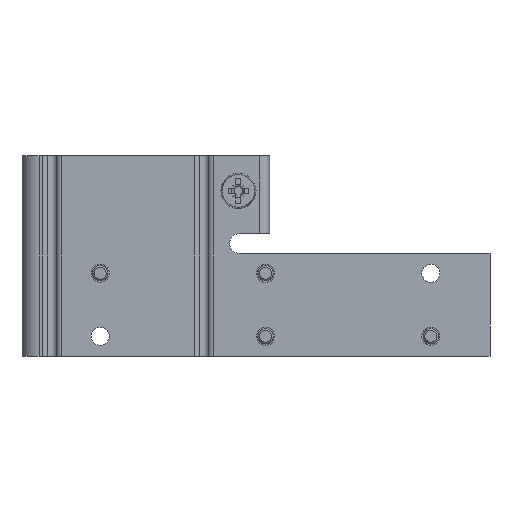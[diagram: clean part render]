
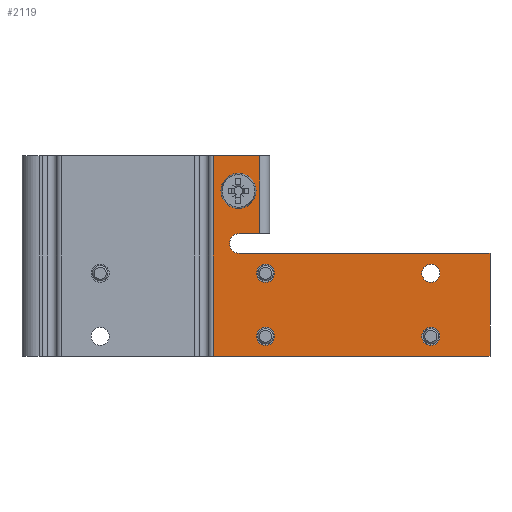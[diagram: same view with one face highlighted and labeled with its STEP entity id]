
A CAD part, left-side view. The second image highlights one B-rep face of the part: STEP entity #2119.
In plain terms, the highlighted face is planar.
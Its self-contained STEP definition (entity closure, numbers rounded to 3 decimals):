
#131=LINE('',#3260,#314);
#132=LINE('',#3262,#315);
#133=LINE('',#3264,#316);
#134=LINE('',#3266,#317);
#135=LINE('',#3268,#318);
#136=LINE('',#3270,#319);
#137=LINE('',#3272,#320);
#314=VECTOR('',#2578,1000.);
#315=VECTOR('',#2579,1000.);
#316=VECTOR('',#2580,1000.);
#317=VECTOR('',#2581,1000.);
#318=VECTOR('',#2582,1000.);
#319=VECTOR('',#2583,1000.);
#320=VECTOR('',#2584,1000.);
#503=ORIENTED_EDGE('',*,*,#1107,.F.);
#504=ORIENTED_EDGE('',*,*,#1108,.F.);
#505=ORIENTED_EDGE('',*,*,#1109,.F.);
#506=ORIENTED_EDGE('',*,*,#1110,.F.);
#507=ORIENTED_EDGE('',*,*,#1111,.F.);
#508=ORIENTED_EDGE('',*,*,#1112,.F.);
#509=ORIENTED_EDGE('',*,*,#1113,.F.);
#510=ORIENTED_EDGE('',*,*,#1114,.T.);
#511=ORIENTED_EDGE('',*,*,#1115,.T.);
#512=ORIENTED_EDGE('',*,*,#1116,.F.);
#513=ORIENTED_EDGE('',*,*,#1117,.F.);
#514=ORIENTED_EDGE('',*,*,#1118,.T.);
#515=ORIENTED_EDGE('',*,*,#1119,.F.);
#1107=EDGE_CURVE('',#1409,#1409,#1609,.F.);
#1108=EDGE_CURVE('',#1410,#1410,#1610,.F.);
#1109=EDGE_CURVE('',#1411,#1411,#1611,.F.);
#1110=EDGE_CURVE('',#1412,#1412,#1612,.F.);
#1111=EDGE_CURVE('',#1413,#1413,#1613,.F.);
#1112=EDGE_CURVE('',#1414,#1415,#1614,.F.);
#1113=EDGE_CURVE('',#1416,#1414,#131,.T.);
#1114=EDGE_CURVE('',#1416,#1417,#132,.T.);
#1115=EDGE_CURVE('',#1417,#1418,#133,.T.);
#1116=EDGE_CURVE('',#1419,#1418,#134,.T.);
#1117=EDGE_CURVE('',#1420,#1419,#135,.T.);
#1118=EDGE_CURVE('',#1420,#1421,#136,.T.);
#1119=EDGE_CURVE('',#1415,#1421,#137,.T.);
#1409=VERTEX_POINT('',#3248);
#1410=VERTEX_POINT('',#3250);
#1411=VERTEX_POINT('',#3252);
#1412=VERTEX_POINT('',#3254);
#1413=VERTEX_POINT('',#3256);
#1414=VERTEX_POINT('',#3258);
#1415=VERTEX_POINT('',#3259);
#1416=VERTEX_POINT('',#3261);
#1417=VERTEX_POINT('',#3263);
#1418=VERTEX_POINT('',#3265);
#1419=VERTEX_POINT('',#3267);
#1420=VERTEX_POINT('',#3269);
#1421=VERTEX_POINT('',#3271);
#1609=CIRCLE('',#2303,1.8);
#1610=CIRCLE('',#2304,1.8);
#1611=CIRCLE('',#2305,1.8);
#1612=CIRCLE('',#2306,1.8);
#1613=CIRCLE('',#2307,2.1);
#1614=CIRCLE('',#2308,2.);
#1716=EDGE_LOOP('',(#503));
#1717=EDGE_LOOP('',(#504));
#1718=EDGE_LOOP('',(#505));
#1719=EDGE_LOOP('',(#506));
#1720=EDGE_LOOP('',(#507));
#1721=EDGE_LOOP('',(#508,#509,#510,#511,#512,#513,#514,#515));
#1884=FACE_BOUND('',#1716,.T.);
#1885=FACE_BOUND('',#1717,.T.);
#1886=FACE_BOUND('',#1718,.T.);
#1887=FACE_BOUND('',#1719,.T.);
#1888=FACE_BOUND('',#1720,.T.);
#1889=FACE_BOUND('',#1721,.T.);
#2048=PLANE('',#2302);
#2119=ADVANCED_FACE('',(#1884,#1885,#1886,#1887,#1888,#1889),#2048,.F.);
#2302=AXIS2_PLACEMENT_3D('',#3246,#2564,#2565);
#2303=AXIS2_PLACEMENT_3D('',#3247,#2566,#2567);
#2304=AXIS2_PLACEMENT_3D('',#3249,#2568,#2569);
#2305=AXIS2_PLACEMENT_3D('',#3251,#2570,#2571);
#2306=AXIS2_PLACEMENT_3D('',#3253,#2572,#2573);
#2307=AXIS2_PLACEMENT_3D('',#3255,#2574,#2575);
#2308=AXIS2_PLACEMENT_3D('',#3257,#2576,#2577);
#2564=DIRECTION('',(0.,0.,1.));
#2565=DIRECTION('',(1.,0.,0.));
#2566=DIRECTION('',(0.,0.,1.));
#2567=DIRECTION('',(1.,0.,0.));
#2568=DIRECTION('',(0.,0.,1.));
#2569=DIRECTION('',(1.,0.,0.));
#2570=DIRECTION('',(0.,0.,1.));
#2571=DIRECTION('',(1.,0.,0.));
#2572=DIRECTION('',(0.,0.,1.));
#2573=DIRECTION('',(1.,0.,0.));
#2574=DIRECTION('',(0.,0.,1.));
#2575=DIRECTION('',(1.,0.,0.));
#2576=DIRECTION('',(0.,0.,1.));
#2577=DIRECTION('',(1.,0.,0.));
#2578=DIRECTION('',(0.,1.,0.));
#2579=DIRECTION('',(-1.,0.,0.));
#2580=DIRECTION('',(0.,1.,0.));
#2581=DIRECTION('',(-1.,0.,0.));
#2582=DIRECTION('',(0.,1.,0.));
#2583=DIRECTION('',(-1.,0.,0.));
#2584=DIRECTION('',(0.,-1.,0.));
#3246=CARTESIAN_POINT('',(20.,-90.,0.));
#3247=CARTESIAN_POINT('',(3.45,-45.2,0.));
#3248=CARTESIAN_POINT('',(5.25,-45.2,0.));
#3249=CARTESIAN_POINT('',(16.05,-45.2,0.));
#3250=CARTESIAN_POINT('',(17.85,-45.2,0.));
#3251=CARTESIAN_POINT('',(3.45,-78.2,0.));
#3252=CARTESIAN_POINT('',(5.25,-78.2,0.));
#3253=CARTESIAN_POINT('',(16.05,-78.2,0.));
#3254=CARTESIAN_POINT('',(17.85,-78.2,0.));
#3255=CARTESIAN_POINT('',(-13.,-39.8,0.));
#3256=CARTESIAN_POINT('',(-10.9,-39.8,0.));
#3257=CARTESIAN_POINT('',(-2.5,-40.,0.));
#3258=CARTESIAN_POINT('',(-4.5,-40.,0.));
#3259=CARTESIAN_POINT('',(-0.5,-40.,0.));
#3260=CARTESIAN_POINT('',(-4.5,-44.,0.));
#3261=CARTESIAN_POINT('',(-4.5,-44.,0.));
#3262=CARTESIAN_POINT('',(-4.5,-44.,0.));
#3263=CARTESIAN_POINT('',(-20.,-44.,0.));
#3264=CARTESIAN_POINT('',(-20.,-90.,0.));
#3265=CARTESIAN_POINT('',(-20.,-34.733,0.));
#3266=CARTESIAN_POINT('',(20.,-34.733,0.));
#3267=CARTESIAN_POINT('',(20.,-34.733,0.));
#3268=CARTESIAN_POINT('',(20.,-90.,0.));
#3269=CARTESIAN_POINT('',(20.,-90.,0.));
#3270=CARTESIAN_POINT('',(20.,-90.,0.));
#3271=CARTESIAN_POINT('',(-0.5,-90.,0.));
#3272=CARTESIAN_POINT('',(-0.5,-90.,0.));
